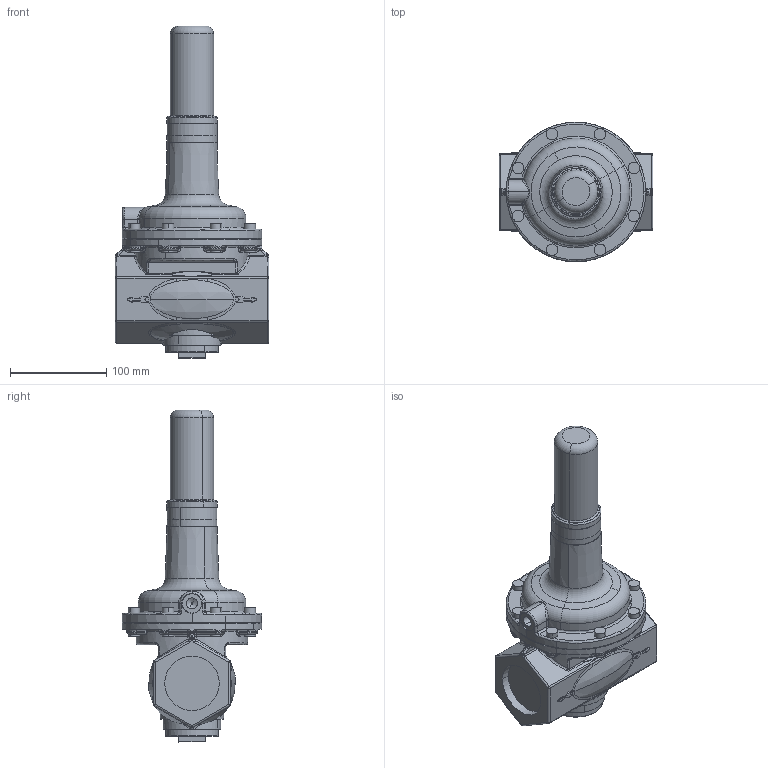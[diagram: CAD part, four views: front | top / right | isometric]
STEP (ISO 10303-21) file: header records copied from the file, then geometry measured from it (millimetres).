
FILE_DESCRIPTION(('CATIA V5 STEP'),'2;1');
FILE_NAME('R50 - G2Zoll-HD2.stp','2014-03-31T06:44:36+00:00',('none'),('none'),'CATIA Version 5 Release 19 SP 9 (IN-10)','CATIA V5 STEP AP203 Edition 2','none');
FILE_SCHEMA(('AP203_CONFIGURATION_CONTROLLED_3D_DESIGN_OF_MECHANICAL_PARTS_AND_ASSEMBLIES_MIM_LF { 1 0 10303 403 2 1 2}'));
Length unit declared in the file: millimetre
Products named in the file (5): Product1; B-081400H22-01; 724511C; 751005B; R50 - SL10-G2Zoll
Assembly tree (4 placements, depth 3):
  Product1
    B-081400H22-01
      724511C
      751005B
    R50 - SL10-G2Zoll
Bounding box: 160 x 145 x 345 mm (x, y, z)
Volume: 1953936.6 mm3; surface area: 167964.1 mm2
Topology: 3 solids, 9 shells, 984 faces, 2375 edges, 1363 vertices
Faces by surface type: cylinder 357, plane 173, torus 144, bspline 119, revolution 80, sphere 76, cone 35
Entity records: 39780 total; most frequent: CARTESIAN_POINT 19879, ORIENTED_EDGE 4614, DIRECTION 2963, EDGE_CURVE 2307, AXIS2_PLACEMENT_3D 1570, VERTEX_POINT 1363, EDGE_LOOP 1008, ADVANCED_FACE 984
